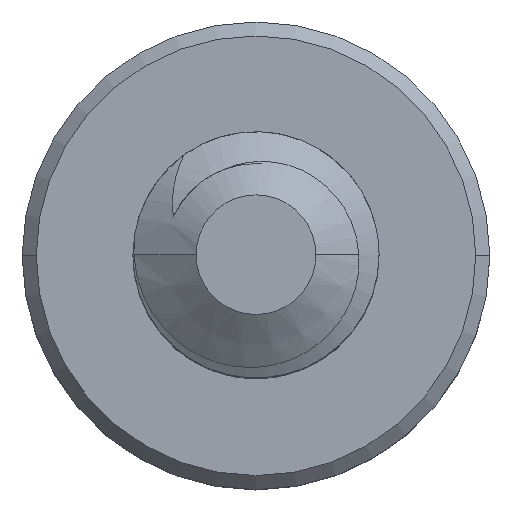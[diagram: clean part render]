
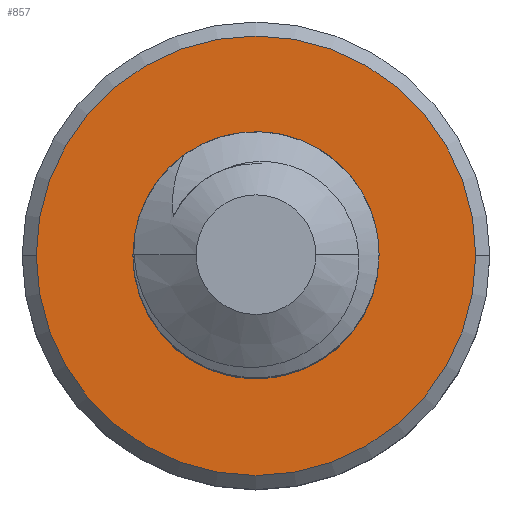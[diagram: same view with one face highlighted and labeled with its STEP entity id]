
A CAD part, top view. The second image highlights one B-rep face of the part: STEP entity #857.
In plain terms, the highlighted planar face has unit normal (0, 0, 1).
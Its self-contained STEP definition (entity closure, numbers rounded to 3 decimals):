
#63 = DIRECTION ( 'NONE',  ( -1., 0., 0. ) ) ;
#401 = DIRECTION ( 'NONE',  ( 0., 0., -1. ) ) ;
#434 = DIRECTION ( 'NONE',  ( 0., 0., 1. ) ) ;
#454 = CARTESIAN_POINT ( 'NONE',  ( -1., 0., -5. ) ) ;
#468 = ORIENTED_EDGE ( 'NONE', *, *, #1928, .F. ) ;
#857 = ADVANCED_FACE ( 'NONE', ( #1490, #2907 ), #1160, .F. ) ;
#881 = EDGE_CURVE ( 'NONE', #2449, #2251, #2837, .T. ) ;
#1116 = CARTESIAN_POINT ( 'NONE',  ( 0., 0., -5. ) ) ;
#1160 = PLANE ( 'NONE',  #1779 ) ;
#1228 = EDGE_LOOP ( 'NONE', ( #3302, #468 ) ) ;
#1242 = EDGE_LOOP ( 'NONE', ( #2886, #3000 ) ) ;
#1310 = AXIS2_PLACEMENT_3D ( 'NONE', #3556, #1957, #63 ) ;
#1410 = DIRECTION ( 'NONE',  ( 1., 0., 0. ) ) ;
#1454 = DIRECTION ( 'NONE',  ( -1., 0., 0. ) ) ;
#1490 = FACE_OUTER_BOUND ( 'NONE', #1242, .T. ) ;
#1636 = CARTESIAN_POINT ( 'NONE',  ( 1.786, 0., -5. ) ) ;
#1710 = CIRCLE ( 'NONE', #2361, 1. ) ;
#1746 = DIRECTION ( 'NONE',  ( 0., 0., 1. ) ) ;
#1779 = AXIS2_PLACEMENT_3D ( 'NONE', #2531, #401, #1454 ) ;
#1928 = EDGE_CURVE ( 'NONE', #3075, #2190, #2068, .T. ) ;
#1957 = DIRECTION ( 'NONE',  ( 0., 0., 1. ) ) ;
#2068 = CIRCLE ( 'NONE', #3022, 1. ) ;
#2190 = VERTEX_POINT ( 'NONE', #2424 ) ;
#2251 = VERTEX_POINT ( 'NONE', #1636 ) ;
#2286 = CARTESIAN_POINT ( 'NONE',  ( 0., 0., -5. ) ) ;
#2353 = EDGE_CURVE ( 'NONE', #2251, #2449, #3053, .T. ) ;
#2355 = AXIS2_PLACEMENT_3D ( 'NONE', #2286, #434, #2557 ) ;
#2361 = AXIS2_PLACEMENT_3D ( 'NONE', #1116, #2999, #1410 ) ;
#2424 = CARTESIAN_POINT ( 'NONE',  ( 1., 0., -5. ) ) ;
#2449 = VERTEX_POINT ( 'NONE', #3569 ) ;
#2531 = CARTESIAN_POINT ( 'NONE',  ( 0., 0., -5. ) ) ;
#2557 = DIRECTION ( 'NONE',  ( -1., 0., 0. ) ) ;
#2837 = CIRCLE ( 'NONE', #2355, 1.786 ) ;
#2886 = ORIENTED_EDGE ( 'NONE', *, *, #881, .T. ) ;
#2907 = FACE_BOUND ( 'NONE', #1228, .T. ) ;
#2999 = DIRECTION ( 'NONE',  ( 0., 0., 1. ) ) ;
#3000 = ORIENTED_EDGE ( 'NONE', *, *, #2353, .T. ) ;
#3022 = AXIS2_PLACEMENT_3D ( 'NONE', #3366, #1746, #3618 ) ;
#3053 = CIRCLE ( 'NONE', #1310, 1.786 ) ;
#3075 = VERTEX_POINT ( 'NONE', #454 ) ;
#3302 = ORIENTED_EDGE ( 'NONE', *, *, #3376, .F. ) ;
#3366 = CARTESIAN_POINT ( 'NONE',  ( 0., 0., -5. ) ) ;
#3376 = EDGE_CURVE ( 'NONE', #2190, #3075, #1710, .T. ) ;
#3556 = CARTESIAN_POINT ( 'NONE',  ( 0., 0., -5. ) ) ;
#3569 = CARTESIAN_POINT ( 'NONE',  ( -1.786, 0., -5. ) ) ;
#3618 = DIRECTION ( 'NONE',  ( 1., 0., 0. ) ) ;
